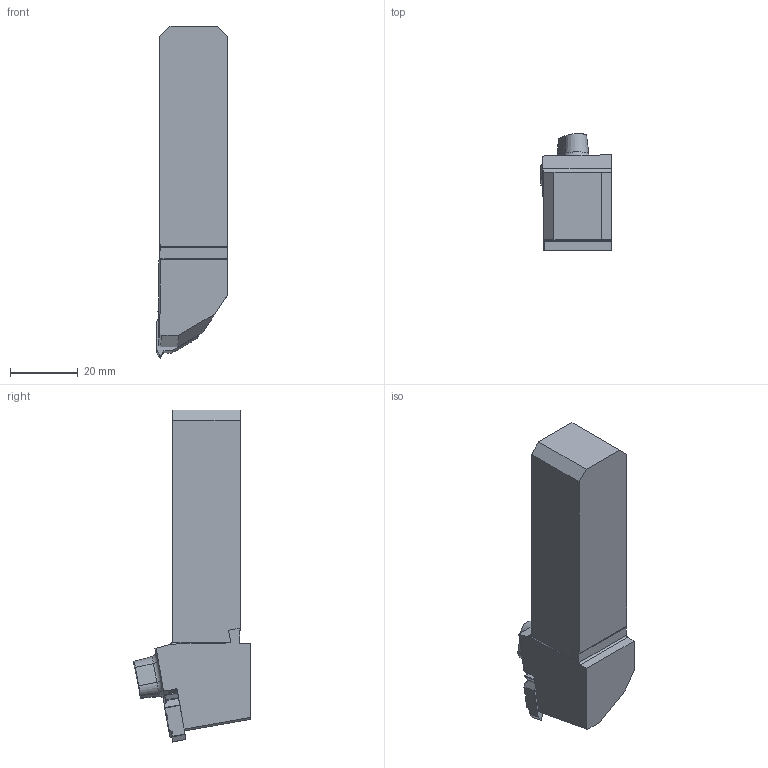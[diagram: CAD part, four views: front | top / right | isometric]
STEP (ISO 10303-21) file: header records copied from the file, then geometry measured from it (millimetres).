
FILE_DESCRIPTION(/* description */ (''),/* implementation_level */ '2;1');
FILE_NAME(/* name */ 'toolassembly_1.stp',/* time_stamp */ '2019-01-03T14:14:17+01:00',/* author */ (''),/* organization */ ('SMS'),/* preprocessor_version */ 'ST-DEVELOPER v15',/* originating_system */ 'SIEMENS PLM Software NX 8.5',/* authorisation */ '');
FILE_SCHEMA (('AUTOMOTIVE_DESIGN { 1 0 10303 214 3 1 1 1 }'));
Length unit declared in the file: millimetre
Products named in the file (4): ASSEMBLY_CONSTRUCTION; CUT_20190103141245; NOCUT_20190103141245; TOOLASSEMBLY_1
Assembly tree (3 placements, depth 2):
  TOOLASSEMBLY_1
    NOCUT_20190103141245
    CUT_20190103141245
    ASSEMBLY_CONSTRUCTION
Bounding box: 20.86 x 34.45 x 97.98 mm (x, y, z)
Volume: 38439.2 mm3; surface area: 8892.5 mm2
Topology: 2 solids, 2 shells, 92 faces, 314 edges, 293 vertices
Faces by surface type: plane 53, cylinder 24, torus 8, cone 7
Entity records: 3911 total; most frequent: CARTESIAN_POINT 848, DIRECTION 599, ORIENTED_EDGE 500, EDGE_CURVE 250, LINE 209, VECTOR 209, AXIS2_PLACEMENT_3D 195, VERTEX_POINT 166
